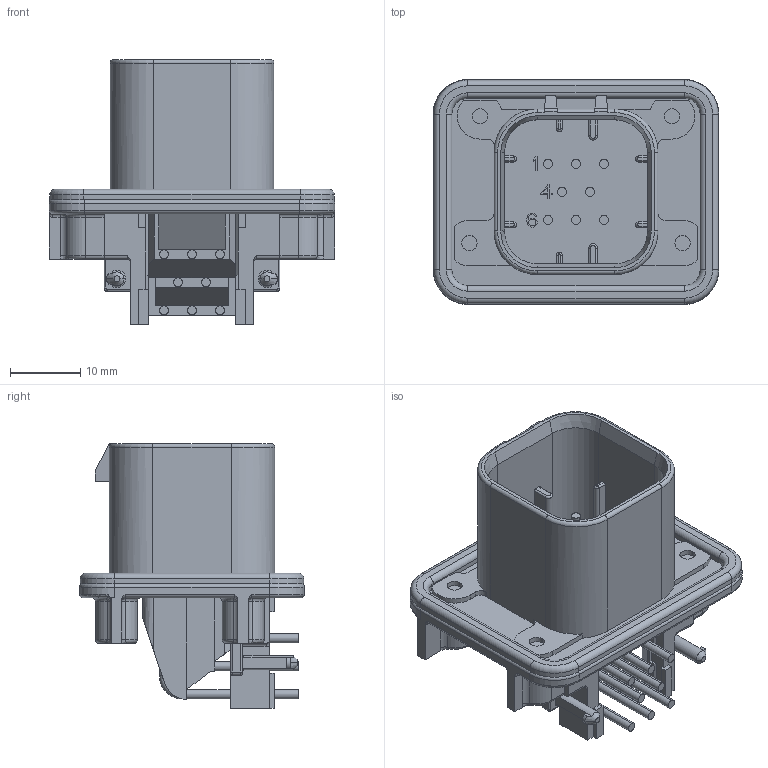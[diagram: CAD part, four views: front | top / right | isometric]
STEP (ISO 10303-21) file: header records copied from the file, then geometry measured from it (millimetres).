
FILE_DESCRIPTION(('CAx-IF Rec.Pracs.---Model Styling and Organization---1.5---2016-08-15','CAx-IF Rec.Pracs.---Geometric and Assembly Validation Properties---4.4---2016-08-17','CAx-IF Rec.Pracs.---User Defined Attributes---1.5---2016-08-15','CAx-IF Rec.Pracs.---External References---2.1---2005-01-19'),'2;1');
FILE_NAME('190564.step','2023-04-07T06:33:02',('Unspecified'),('Unspecified'),'CAD Exchanger 3.8.1 (cadexchanger.com)','Unspecified','');
FILE_SCHEMA(('AUTOMOTIVE_DESIGN { 1 0 10303 214 1 1 1 1 }'));
Length unit declared in the file: millimetre
Products named in the file (1): C-776280-1
Bounding box: 40.8 x 32.1 x 37.8 mm (x, y, z)
Volume: 9254.1 mm3; surface area: 9183.8 mm2
Topology: 1 solids, 1 shells, 538 faces, 1398 edges, 894 vertices
Faces by surface type: plane 280, cylinder 175, torus 48, bspline 27, cone 8
Entity records: 17582 total; most frequent: CARTESIAN_POINT 4283, ORIENTED_EDGE 2796, DIRECTION 2758, EDGE_CURVE 1398, AXIS2_PLACEMENT_3D 930, LINE 898, VECTOR 898, VERTEX_POINT 894
